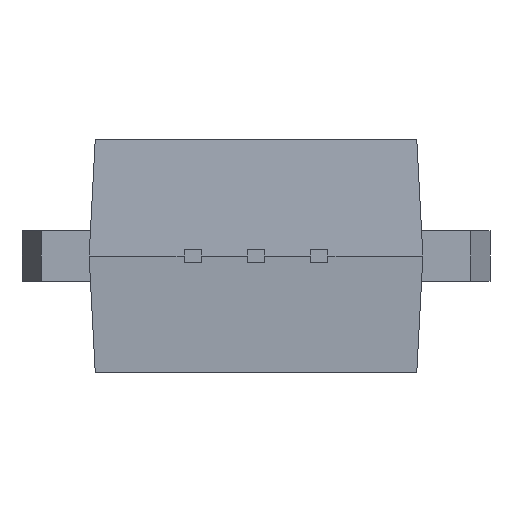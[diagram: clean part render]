
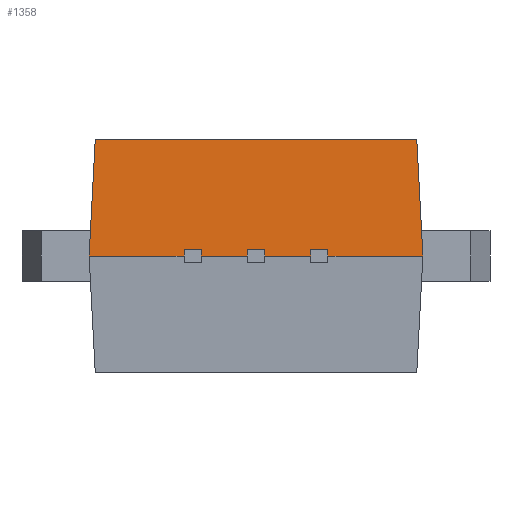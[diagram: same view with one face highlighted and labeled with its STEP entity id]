
A CAD part, front view. The second image highlights one B-rep face of the part: STEP entity #1358.
In plain terms, the highlighted planar face has unit normal (0, -0.999, 0.052).
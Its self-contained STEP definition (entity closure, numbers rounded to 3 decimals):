
#30=LINE('',#1747,#163);
#52=LINE('',#1790,#185);
#55=LINE('',#1796,#188);
#57=LINE('',#1800,#190);
#58=LINE('',#1802,#191);
#59=LINE('',#1804,#192);
#60=LINE('',#1806,#193);
#61=LINE('',#1807,#194);
#62=LINE('',#1809,#195);
#63=LINE('',#1811,#196);
#64=LINE('',#1813,#197);
#65=LINE('',#1815,#198);
#66=LINE('',#1817,#199);
#67=LINE('',#1819,#200);
#68=LINE('',#1821,#201);
#69=LINE('',#1823,#202);
#163=VECTOR('',#1488,1000.);
#185=VECTOR('',#1520,1000.);
#188=VECTOR('',#1525,1000.);
#190=VECTOR('',#1529,1000.);
#191=VECTOR('',#1532,1000.);
#192=VECTOR('',#1533,1000.);
#193=VECTOR('',#1534,1000.);
#194=VECTOR('',#1535,1000.);
#195=VECTOR('',#1536,1000.);
#196=VECTOR('',#1537,1000.);
#197=VECTOR('',#1538,1000.);
#198=VECTOR('',#1539,1000.);
#199=VECTOR('',#1540,1000.);
#200=VECTOR('',#1541,1000.);
#201=VECTOR('',#1542,1000.);
#202=VECTOR('',#1543,1000.);
#342=ORIENTED_EDGE('',*,*,#601,.F.);
#343=ORIENTED_EDGE('',*,*,#607,.T.);
#344=ORIENTED_EDGE('',*,*,#608,.F.);
#345=ORIENTED_EDGE('',*,*,#609,.F.);
#346=ORIENTED_EDGE('',*,*,#579,.T.);
#347=ORIENTED_EDGE('',*,*,#610,.T.);
#348=ORIENTED_EDGE('',*,*,#611,.F.);
#349=ORIENTED_EDGE('',*,*,#612,.F.);
#350=ORIENTED_EDGE('',*,*,#613,.F.);
#351=ORIENTED_EDGE('',*,*,#614,.T.);
#352=ORIENTED_EDGE('',*,*,#615,.F.);
#353=ORIENTED_EDGE('',*,*,#616,.F.);
#354=ORIENTED_EDGE('',*,*,#617,.F.);
#355=ORIENTED_EDGE('',*,*,#618,.T.);
#356=ORIENTED_EDGE('',*,*,#604,.F.);
#357=ORIENTED_EDGE('',*,*,#606,.F.);
#579=EDGE_CURVE('',#719,#718,#30,.T.);
#601=EDGE_CURVE('',#734,#735,#52,.F.);
#604=EDGE_CURVE('',#736,#737,#55,.F.);
#606=EDGE_CURVE('',#735,#736,#57,.F.);
#607=EDGE_CURVE('',#734,#738,#58,.F.);
#608=EDGE_CURVE('',#739,#738,#59,.T.);
#609=EDGE_CURVE('',#719,#739,#60,.F.);
#610=EDGE_CURVE('',#718,#740,#61,.F.);
#611=EDGE_CURVE('',#741,#740,#62,.F.);
#612=EDGE_CURVE('',#742,#741,#63,.F.);
#613=EDGE_CURVE('',#743,#742,#64,.F.);
#614=EDGE_CURVE('',#743,#744,#65,.F.);
#615=EDGE_CURVE('',#745,#744,#66,.F.);
#616=EDGE_CURVE('',#746,#745,#67,.F.);
#617=EDGE_CURVE('',#747,#746,#68,.F.);
#618=EDGE_CURVE('',#747,#737,#69,.F.);
#718=VERTEX_POINT('',#1746);
#719=VERTEX_POINT('',#1748);
#734=VERTEX_POINT('',#1789);
#735=VERTEX_POINT('',#1791);
#736=VERTEX_POINT('',#1795);
#737=VERTEX_POINT('',#1797);
#738=VERTEX_POINT('',#1803);
#739=VERTEX_POINT('',#1805);
#740=VERTEX_POINT('',#1808);
#741=VERTEX_POINT('',#1810);
#742=VERTEX_POINT('',#1812);
#743=VERTEX_POINT('',#1814);
#744=VERTEX_POINT('',#1816);
#745=VERTEX_POINT('',#1818);
#746=VERTEX_POINT('',#1820);
#747=VERTEX_POINT('',#1822);
#818=EDGE_LOOP('',(#342,#343,#344,#345,#346,#347,#348,#349,#350,#351,#352,
#353,#354,#355,#356,#357));
#877=FACE_BOUND('',#818,.T.);
#934=PLANE('',#1418);
#1358=ADVANCED_FACE('',(#877),#934,.T.);
#1418=AXIS2_PLACEMENT_3D('',#1801,#1530,#1531);
#1488=DIRECTION('',(-0.052,-0.052,-0.997));
#1520=DIRECTION('',(0.,-0.052,-0.999));
#1525=DIRECTION('',(0.,0.052,0.999));
#1529=DIRECTION('',(1.,0.,0.));
#1530=DIRECTION('',(0.,-0.999,0.052));
#1531=DIRECTION('',(0.,-0.052,-0.999));
#1532=DIRECTION('',(-1.,0.,0.));
#1533=DIRECTION('',(0.052,-0.052,-0.997));
#1534=DIRECTION('',(-1.,0.,0.));
#1535=DIRECTION('',(-1.,0.,0.));
#1536=DIRECTION('',(0.,0.052,0.999));
#1537=DIRECTION('',(1.,0.,0.));
#1538=DIRECTION('',(0.,-0.052,-0.999));
#1539=DIRECTION('',(-1.,0.,0.));
#1540=DIRECTION('',(0.,0.052,0.999));
#1541=DIRECTION('',(1.,0.,0.));
#1542=DIRECTION('',(0.,-0.052,-0.999));
#1543=DIRECTION('',(-1.,0.,0.));
#1746=CARTESIAN_POINT('',(-5.,-6.5,0.));
#1747=CARTESIAN_POINT('',(-4.986,-6.486,0.261));
#1748=CARTESIAN_POINT('',(-4.817,-6.317,3.5));
#1789=CARTESIAN_POINT('',(2.155,-6.5,0.));
#1790=CARTESIAN_POINT('',(2.155,-6.5,0.));
#1791=CARTESIAN_POINT('',(2.155,-6.49,0.191));
#1795=CARTESIAN_POINT('',(1.645,-6.49,0.191));
#1796=CARTESIAN_POINT('',(1.645,-6.5,0.));
#1797=CARTESIAN_POINT('',(1.645,-6.5,0.));
#1800=CARTESIAN_POINT('',(0.,-6.49,0.191));
#1801=CARTESIAN_POINT('',(0.,-6.5,0.));
#1802=CARTESIAN_POINT('',(0.,-6.5,0.));
#1803=CARTESIAN_POINT('',(5.,-6.5,0.));
#1804=CARTESIAN_POINT('',(4.982,-6.482,0.339));
#1805=CARTESIAN_POINT('',(4.817,-6.317,3.5));
#1806=CARTESIAN_POINT('',(0.,-6.317,3.5));
#1807=CARTESIAN_POINT('',(0.,-6.5,0.));
#1808=CARTESIAN_POINT('',(-2.155,-6.5,0.));
#1809=CARTESIAN_POINT('',(-2.155,-6.5,0.));
#1810=CARTESIAN_POINT('',(-2.155,-6.49,0.191));
#1811=CARTESIAN_POINT('',(0.,-6.49,0.191));
#1812=CARTESIAN_POINT('',(-1.645,-6.49,0.191));
#1813=CARTESIAN_POINT('',(-1.645,-6.5,0.));
#1814=CARTESIAN_POINT('',(-1.645,-6.5,0.));
#1815=CARTESIAN_POINT('',(0.,-6.5,0.));
#1816=CARTESIAN_POINT('',(-0.255,-6.5,0.));
#1817=CARTESIAN_POINT('',(-0.255,-6.5,0.));
#1818=CARTESIAN_POINT('',(-0.255,-6.49,0.191));
#1819=CARTESIAN_POINT('',(0.,-6.49,0.191));
#1820=CARTESIAN_POINT('',(0.255,-6.49,0.191));
#1821=CARTESIAN_POINT('',(0.255,-6.5,0.));
#1822=CARTESIAN_POINT('',(0.255,-6.5,0.));
#1823=CARTESIAN_POINT('',(0.,-6.5,0.));
